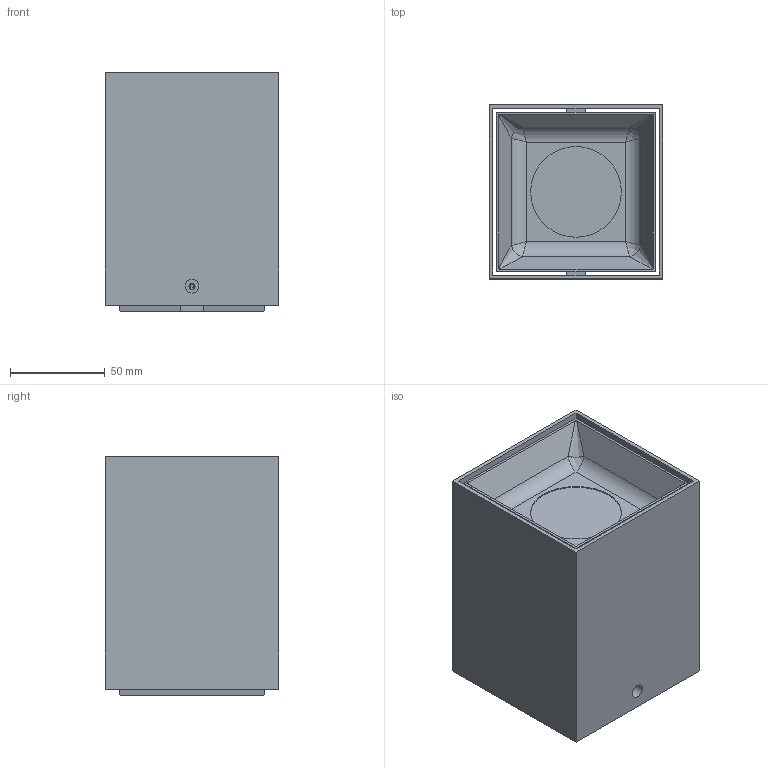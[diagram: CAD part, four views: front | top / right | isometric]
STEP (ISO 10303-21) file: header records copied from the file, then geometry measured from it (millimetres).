
FILE_DESCRIPTION((''),'2;1');
FILE_NAME('78-MZ_ASM','2020-05-27T15:44:34',('Administrator'),(''),'CREO PARAMETRIC BY PTC INC, 2019010','CREO PARAMETRIC BY PTC INC, 2019010','');
FILE_SCHEMA(('CONFIG_CONTROL_DESIGN','SHAPE_APPEARANCE_LAYERS_GROUPS'));
Length unit declared in the file: millimetre
Products named in the file (5): 78-MZ; 78-GAI-FX; M8X6; 69-FX-DB; 78-MZ_ASM
Assembly tree (5 placements, depth 2):
  78-MZ_ASM
    78-MZ
    78-GAI-FX
    M8X6  x2
    69-FX-DB
Bounding box: 92 x 92 x 126.4 mm (x, y, z)
Volume: 218070.9 mm3; surface area: 133850.2 mm2
Topology: 5 solids, 5 shells, 167 faces, 420 edges, 272 vertices
Faces by surface type: plane 87, cylinder 60, bspline 16, cone 4
Entity records: 6848 total; most frequent: CARTESIAN_POINT 2448, ORIENTED_EDGE 630, DIRECTION 568, PRESENTATION_STYLE_ASSIGNMENT 343, STYLED_ITEM 319, CURVE_STYLE 315, EDGE_CURVE 315, VERTEX_POINT 204
